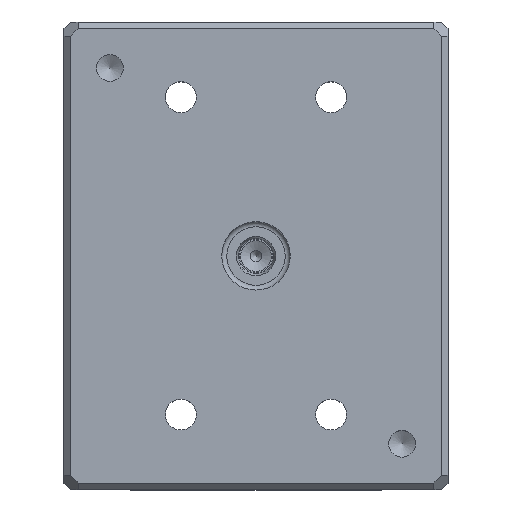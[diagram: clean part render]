
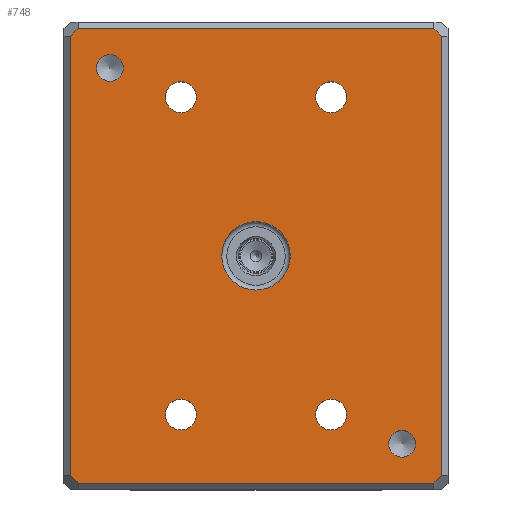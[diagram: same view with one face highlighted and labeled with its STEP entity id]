
A CAD part, top view. The second image highlights one B-rep face of the part: STEP entity #748.
In plain terms, the highlighted planar face has unit normal (0, 0, 1).
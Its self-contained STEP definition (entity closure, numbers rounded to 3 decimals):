
#748=ADVANCED_FACE('',(#1706,#1707,#1708,#1709,#1710,#1711,#1712,#1713),#1714,.T.);
#1706=FACE_BOUND('',#7195,.T.);
#1707=FACE_BOUND('',#7196,.T.);
#1708=FACE_BOUND('',#7197,.T.);
#1709=FACE_BOUND('',#7198,.T.);
#1710=FACE_BOUND('',#7199,.T.);
#1711=FACE_BOUND('',#7200,.T.);
#1712=FACE_OUTER_BOUND('',#7201,.T.);
#1713=FACE_BOUND('',#7202,.T.);
#1714=PLANE('',#7203);
#7195=EDGE_LOOP('',(#10529));
#7196=EDGE_LOOP('',(#10530));
#7197=EDGE_LOOP('',(#10531));
#7198=EDGE_LOOP('',(#10532));
#7199=EDGE_LOOP('',(#10533));
#7200=EDGE_LOOP('',(#10534));
#7201=EDGE_LOOP('',(#10535,#10536,#10537,#10538,#10539,#10540,#10541,#10542));
#7202=EDGE_LOOP('',(#10543));
#7203=AXIS2_PLACEMENT_3D('',#10544,#10545,#10546);
#10529=ORIENTED_EDGE('',*,*,#13000,.T.);
#10530=ORIENTED_EDGE('',*,*,#13001,.T.);
#10531=ORIENTED_EDGE('',*,*,#13002,.F.);
#10532=ORIENTED_EDGE('',*,*,#13003,.F.);
#10533=ORIENTED_EDGE('',*,*,#13004,.F.);
#10534=ORIENTED_EDGE('',*,*,#13005,.F.);
#10535=ORIENTED_EDGE('',*,*,#12629,.T.);
#10536=ORIENTED_EDGE('',*,*,#12405,.T.);
#10537=ORIENTED_EDGE('',*,*,#12636,.T.);
#10538=ORIENTED_EDGE('',*,*,#12398,.F.);
#10539=ORIENTED_EDGE('',*,*,#12639,.T.);
#10540=ORIENTED_EDGE('',*,*,#12380,.F.);
#10541=ORIENTED_EDGE('',*,*,#12632,.T.);
#10542=ORIENTED_EDGE('',*,*,#12389,.F.);
#10543=ORIENTED_EDGE('',*,*,#13006,.F.);
#10544=CARTESIAN_POINT('',(45.0,-55.0,36.0));
#10545=DIRECTION('',(0.0,0.0,1.0));
#10546=DIRECTION('',(1.0,0.,0.0));
#12380=EDGE_CURVE('',#13738,#13740,#13741,.T.);
#12389=EDGE_CURVE('',#13755,#13757,#13758,.T.);
#12398=EDGE_CURVE('',#13772,#13763,#13774,.T.);
#12405=EDGE_CURVE('',#13777,#13785,#13787,.T.);
#12629=EDGE_CURVE('',#13755,#13777,#14159,.T.);
#12632=EDGE_CURVE('',#13738,#13757,#14162,.T.);
#12636=EDGE_CURVE('',#13785,#13763,#14166,.T.);
#12639=EDGE_CURVE('',#13772,#13740,#14169,.T.);
#13000=EDGE_CURVE('',#14667,#14667,#14668,.F.);
#13001=EDGE_CURVE('',#14669,#14669,#14670,.F.);
#13002=EDGE_CURVE('',#14671,#14671,#14672,.T.);
#13003=EDGE_CURVE('',#14673,#14673,#14674,.T.);
#13004=EDGE_CURVE('',#14675,#14675,#14676,.T.);
#13005=EDGE_CURVE('',#14677,#14677,#14678,.T.);
#13006=EDGE_CURVE('',#14679,#14679,#14680,.T.);
#13738=VERTEX_POINT('',#15931);
#13740=VERTEX_POINT('',#15934);
#13741=LINE('',#15935,#15936);
#13755=VERTEX_POINT('',#15956);
#13757=VERTEX_POINT('',#15959);
#13758=LINE('',#15960,#15961);
#13763=VERTEX_POINT('',#15968);
#13772=VERTEX_POINT('',#15981);
#13774=LINE('',#15984,#15985);
#13777=VERTEX_POINT('',#15988);
#13785=VERTEX_POINT('',#16000);
#13787=LINE('',#16003,#16004);
#14159=LINE('',#16708,#16709);
#14162=LINE('',#16713,#16714);
#14166=LINE('',#16720,#16721);
#14169=LINE('',#16725,#16726);
#14667=VERTEX_POINT('',#17819);
#14668=CIRCLE('',#17820,3.2);
#14669=VERTEX_POINT('',#17821);
#14670=CIRCLE('',#17822,3.2);
#14671=VERTEX_POINT('',#17823);
#14672=CIRCLE('',#17824,3.7);
#14673=VERTEX_POINT('',#17825);
#14674=CIRCLE('',#17826,3.7);
#14675=VERTEX_POINT('',#17827);
#14676=CIRCLE('',#17828,3.7);
#14677=VERTEX_POINT('',#17829);
#14678=CIRCLE('',#17830,3.7);
#14679=VERTEX_POINT('',#17831);
#14680=CIRCLE('',#17832,8.2);
#15931=CARTESIAN_POINT('',(44.414,-52.586,36.0));
#15934=CARTESIAN_POINT('',(42.586,-54.414,36.0));
#15935=CARTESIAN_POINT('',(43.0,-54.0,36.0));
#15936=VECTOR('',#19352,1.0);
#15956=CARTESIAN_POINT('',(42.586,54.414,36.0));
#15959=CARTESIAN_POINT('',(44.414,52.586,36.0));
#15960=CARTESIAN_POINT('',(44.0,53.0,36.0));
#15961=VECTOR('',#19360,1.0);
#15968=CARTESIAN_POINT('',(-44.414,-52.586,36.0));
#15981=CARTESIAN_POINT('',(-42.586,-54.414,36.0));
#15984=CARTESIAN_POINT('',(-44.0,-53.0,36.0));
#15985=VECTOR('',#19368,1.0);
#15988=CARTESIAN_POINT('',(-42.586,54.414,36.0));
#16000=CARTESIAN_POINT('',(-44.414,52.586,36.0));
#16003=CARTESIAN_POINT('',(-53.5,43.5,36.0));
#16004=VECTOR('',#19374,1.0);
#16708=CARTESIAN_POINT('',(45.0,54.414,36.0));
#16709=VECTOR('',#19618,1.0);
#16713=CARTESIAN_POINT('',(44.414,-55.0,36.0));
#16714=VECTOR('',#19620,1.0);
#16720=CARTESIAN_POINT('',(-44.414,-55.0,36.0));
#16721=VECTOR('',#19623,1.0);
#16725=CARTESIAN_POINT('',(45.0,-54.414,36.0));
#16726=VECTOR('',#19625,1.0);
#17819=CARTESIAN_POINT('',(38.2,-45.0,36.0));
#17820=AXIS2_PLACEMENT_3D('',#20005,#20006,#20007);
#17821=CARTESIAN_POINT('',(-31.8,45.0,36.0));
#17822=AXIS2_PLACEMENT_3D('',#20008,#20009,#20010);
#17823=CARTESIAN_POINT('',(-14.3,38.0,36.0));
#17824=AXIS2_PLACEMENT_3D('',#20011,#20012,#20013);
#17825=CARTESIAN_POINT('',(21.7,38.0,36.0));
#17826=AXIS2_PLACEMENT_3D('',#20014,#20015,#20016);
#17827=CARTESIAN_POINT('',(-14.3,-38.0,36.0));
#17828=AXIS2_PLACEMENT_3D('',#20017,#20018,#20019);
#17829=CARTESIAN_POINT('',(21.7,-38.0,36.0));
#17830=AXIS2_PLACEMENT_3D('',#20020,#20021,#20022);
#17831=CARTESIAN_POINT('',(8.2,0.0,36.0));
#17832=AXIS2_PLACEMENT_3D('',#20023,#20024,#20025);
#19352=DIRECTION('',(-0.707,-0.707,0.0));
#19360=DIRECTION('',(0.707,-0.707,0.0));
#19368=DIRECTION('',(-0.707,0.707,0.0));
#19374=DIRECTION('',(-0.707,-0.707,0.0));
#19618=DIRECTION('',(-1.0,0.,0.0));
#19620=DIRECTION('',(0.,1.0,0.0));
#19623=DIRECTION('',(0.,-1.0,0.0));
#19625=DIRECTION('',(1.0,0.,0.0));
#20005=CARTESIAN_POINT('',(35.0,-45.0,36.0));
#20006=DIRECTION('',(0.0,0.0,1.0));
#20007=DIRECTION('',(1.0,0.0,0.0));
#20008=CARTESIAN_POINT('',(-35.0,45.0,36.0));
#20009=DIRECTION('',(0.0,0.0,1.0));
#20010=DIRECTION('',(1.0,0.0,0.0));
#20011=CARTESIAN_POINT('',(-18.0,38.0,36.0));
#20012=DIRECTION('',(0.0,0.0,1.0));
#20013=DIRECTION('',(1.0,0.0,0.0));
#20014=CARTESIAN_POINT('',(18.0,38.0,36.0));
#20015=DIRECTION('',(0.0,0.0,1.0));
#20016=DIRECTION('',(1.0,0.0,0.0));
#20017=CARTESIAN_POINT('',(-18.0,-38.0,36.0));
#20018=DIRECTION('',(0.0,0.0,1.0));
#20019=DIRECTION('',(1.0,0.0,0.0));
#20020=CARTESIAN_POINT('',(18.0,-38.0,36.0));
#20021=DIRECTION('',(0.0,0.0,1.0));
#20022=DIRECTION('',(1.0,0.0,0.0));
#20023=CARTESIAN_POINT('',(0.0,0.0,36.0));
#20024=DIRECTION('',(0.0,0.0,1.0));
#20025=DIRECTION('',(1.0,0.0,0.0));
